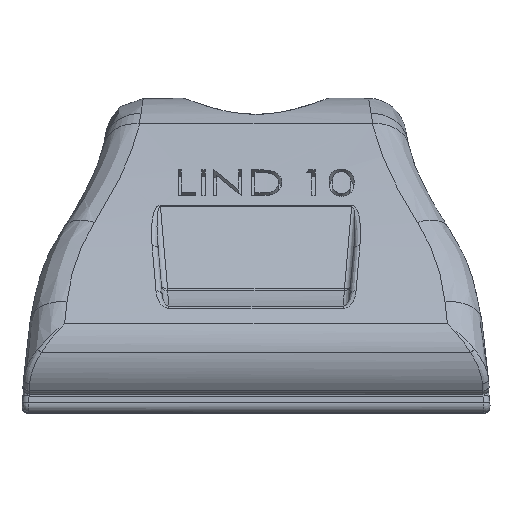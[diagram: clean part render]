
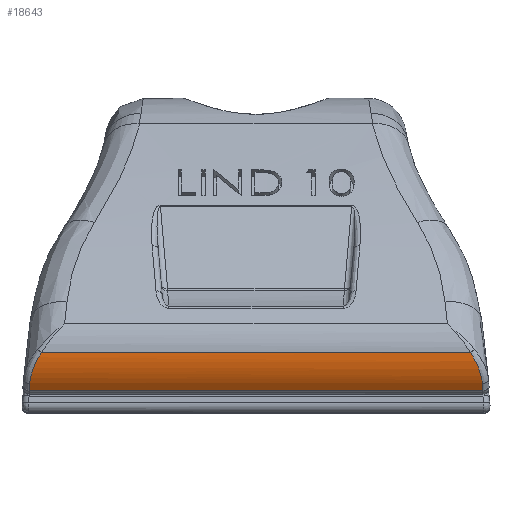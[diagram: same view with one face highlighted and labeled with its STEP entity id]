
A CAD part, top view. The second image highlights one B-rep face of the part: STEP entity #18643.
In plain terms, the highlighted cylindrical face has radius 5 mm (diameter 10 mm), a partial arc.
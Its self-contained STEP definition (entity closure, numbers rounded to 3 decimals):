
#1297 = CARTESIAN_POINT ( 'NONE',  ( -18.322, -8.536, 22.934 ) ) ;
#1484 = DIRECTION ( 'NONE',  ( -1., 0., 0. ) ) ;
#1485 = VECTOR ( 'NONE', #1484, 1000. ) ;
#1496 = CARTESIAN_POINT ( 'NONE',  ( 0., -8.536, 22.934 ) ) ;
#1498 = LINE ( 'NONE', #1496, #1485 ) ;
#1499 = CARTESIAN_POINT ( 'NONE',  ( 18.322, -8.536, 22.934 ) ) ;
#3343 = B_SPLINE_CURVE_WITH_KNOTS ( 'NONE', 3,
 ( #3402, #3401, #3400, #3399, #3398, #3397, #3396, #3395, #3394, #3393, #3392, #3391, #3390, #3389, #3388, #3387, #3386, #3385 ),
 .UNSPECIFIED., .F., .F.,
 ( 4, 2, 2, 2, 2, 2, 2, 2, 4 ),
 ( 0., 0.125, 0.25, 0.375, 0.437, 0.5, 0.75, 0.875, 1. ),
 .UNSPECIFIED. ) ;
#3344 = CARTESIAN_POINT ( 'NONE',  ( -17.324, -5.45, 24. ) ) ;
#3345 = CARTESIAN_POINT ( 'NONE',  ( -18.283, -7.948, 23.332 ) ) ;
#3346 = DIRECTION ( 'NONE',  ( 0., 0., 1. ) ) ;
#3347 = DIRECTION ( 'NONE',  ( -1., 0., 0. ) ) ;
#3348 = AXIS2_PLACEMENT_3D ( 'NONE', #3349, #3347, #3346 ) ;
#3349 = CARTESIAN_POINT ( 'NONE',  ( 18.542, -5.45, 19. ) ) ;
#3350 = CYLINDRICAL_SURFACE ( 'NONE', #3348, 5. ) ;
#3351 = FACE_OUTER_BOUND ( 'NONE', #18644, .T. ) ;
#3380 = CARTESIAN_POINT ( 'NONE',  ( -18.283, -7.948, 23.332 ) ) ;
#3381 = CARTESIAN_POINT ( 'NONE',  ( -18.297, -8.153, 23.213 ) ) ;
#3382 = CARTESIAN_POINT ( 'NONE',  ( -18.31, -8.349, 23.08 ) ) ;
#3383 = CARTESIAN_POINT ( 'NONE',  ( -18.322, -8.536, 22.934 ) ) ;
#3385 = CARTESIAN_POINT ( 'NONE',  ( -17.324, -5.45, 24. ) ) ;
#3386 = CARTESIAN_POINT ( 'NONE',  ( -17.387, -5.547, 24. ) ) ;
#3387 = CARTESIAN_POINT ( 'NONE',  ( -17.448, -5.647, 23.997 ) ) ;
#3388 = CARTESIAN_POINT ( 'NONE',  ( -17.565, -5.847, 23.985 ) ) ;
#3389 = CARTESIAN_POINT ( 'NONE',  ( -17.621, -5.948, 23.976 ) ) ;
#3390 = CARTESIAN_POINT ( 'NONE',  ( -17.781, -6.255, 23.939 ) ) ;
#3391 = CARTESIAN_POINT ( 'NONE',  ( -17.878, -6.462, 23.901 ) ) ;
#3392 = CARTESIAN_POINT ( 'NONE',  ( -17.985, -6.727, 23.835 ) ) ;
#3393 = CARTESIAN_POINT ( 'NONE',  ( -18.005, -6.78, 23.82 ) ) ;
#3394 = CARTESIAN_POINT ( 'NONE',  ( -18.045, -6.887, 23.789 ) ) ;
#3395 = CARTESIAN_POINT ( 'NONE',  ( -18.064, -6.941, 23.773 ) ) ;
#3396 = CARTESIAN_POINT ( 'NONE',  ( -18.118, -7.102, 23.721 ) ) ;
#3397 = CARTESIAN_POINT ( 'NONE',  ( -18.149, -7.209, 23.682 ) ) ;
#3398 = CARTESIAN_POINT ( 'NONE',  ( -18.204, -7.422, 23.596 ) ) ;
#3399 = CARTESIAN_POINT ( 'NONE',  ( -18.227, -7.528, 23.549 ) ) ;
#3400 = CARTESIAN_POINT ( 'NONE',  ( -18.263, -7.739, 23.447 ) ) ;
#3401 = CARTESIAN_POINT ( 'NONE',  ( -18.276, -7.843, 23.392 ) ) ;
#3402 = CARTESIAN_POINT ( 'NONE',  ( -18.283, -7.948, 23.332 ) ) ;
#3403 = B_SPLINE_CURVE_WITH_KNOTS ( 'NONE', 3,
 ( #3383, #3382, #3381, #3380 ),
 .UNSPECIFIED., .F., .F.,
 ( 4, 4 ),
 ( 0., 1. ),
 .UNSPECIFIED. ) ;
#3710 = CARTESIAN_POINT ( 'NONE',  ( 18.322, -8.536, 22.934 ) ) ;
#3711 = CARTESIAN_POINT ( 'NONE',  ( 18.31, -8.349, 23.08 ) ) ;
#3712 = CARTESIAN_POINT ( 'NONE',  ( 18.297, -8.153, 23.213 ) ) ;
#3713 = CARTESIAN_POINT ( 'NONE',  ( 18.283, -7.948, 23.332 ) ) ;
#3714 = CARTESIAN_POINT ( 'NONE',  ( 18.283, -7.948, 23.332 ) ) ;
#3715 = B_SPLINE_CURVE_WITH_KNOTS ( 'NONE', 3,
 ( #3713, #3712, #3711, #3710 ),
 .UNSPECIFIED., .F., .F.,
 ( 4, 4 ),
 ( 0., 1. ),
 .UNSPECIFIED. ) ;
#3757 = CARTESIAN_POINT ( 'NONE',  ( 18.283, -7.948, 23.332 ) ) ;
#3758 = CARTESIAN_POINT ( 'NONE',  ( 18.276, -7.844, 23.391 ) ) ;
#3759 = CARTESIAN_POINT ( 'NONE',  ( 18.263, -7.738, 23.447 ) ) ;
#3760 = CARTESIAN_POINT ( 'NONE',  ( 18.227, -7.525, 23.551 ) ) ;
#3761 = CARTESIAN_POINT ( 'NONE',  ( 18.203, -7.418, 23.598 ) ) ;
#3762 = CARTESIAN_POINT ( 'NONE',  ( 18.148, -7.206, 23.683 ) ) ;
#3763 = CARTESIAN_POINT ( 'NONE',  ( 18.117, -7.099, 23.722 ) ) ;
#3764 = CARTESIAN_POINT ( 'NONE',  ( 18.045, -6.886, 23.791 ) ) ;
#3765 = CARTESIAN_POINT ( 'NONE',  ( 18.006, -6.78, 23.821 ) ) ;
#3766 = CARTESIAN_POINT ( 'NONE',  ( 17.92, -6.566, 23.875 ) ) ;
#3767 = CARTESIAN_POINT ( 'NONE',  ( 17.874, -6.461, 23.898 ) ) ;
#3768 = CARTESIAN_POINT ( 'NONE',  ( 17.777, -6.252, 23.936 ) ) ;
#3769 = CARTESIAN_POINT ( 'NONE',  ( 17.726, -6.149, 23.952 ) ) ;
#3770 = CARTESIAN_POINT ( 'NONE',  ( 17.566, -5.844, 23.989 ) ) ;
#3772 = DIRECTION ( 'NONE',  ( -1., 0., 0. ) ) ;
#3773 = VECTOR ( 'NONE', #3772, 1000. ) ;
#3774 = CARTESIAN_POINT ( 'NONE',  ( 0., -5.45, 24. ) ) ;
#3775 = CARTESIAN_POINT ( 'NONE',  ( 17.449, -5.645, 24. ) ) ;
#3776 = CARTESIAN_POINT ( 'NONE',  ( 17.324, -5.45, 24. ) ) ;
#3777 = CARTESIAN_POINT ( 'NONE',  ( 17.324, -5.45, 24. ) ) ;
#3778 = B_SPLINE_CURVE_WITH_KNOTS ( 'NONE', 3,
 ( #3776, #3775, #3770, #3769, #3768, #3767, #3766, #3765, #3764, #3763, #3762, #3761, #3760, #3759, #3758, #3757 ),
 .UNSPECIFIED., .F., .F.,
 ( 4, 2, 2, 2, 2, 2, 2, 4 ),
 ( 0., 0.25, 0.375, 0.5, 0.625, 0.75, 0.875, 1. ),
 .UNSPECIFIED. ) ;
#3779 = LINE ( 'NONE', #3774, #3773 ) ;
#17975 = VERTEX_POINT ( 'NONE', #1297 ) ;
#18038 = VERTEX_POINT ( 'NONE', #1499 ) ;
#18040 = EDGE_CURVE ( 'NONE', #18038, #17975, #1498, .T. ) ;
#18643 = ADVANCED_FACE ( 'NONE', ( #3351 ), #3350, .T. ) ;
#18644 = EDGE_LOOP ( 'NONE', ( #18645, #18649, #18651, #18704, #18707, #18710 ) ) ;
#18645 = ORIENTED_EDGE ( 'NONE', *, *, #18646, .F. ) ;
#18646 = EDGE_CURVE ( 'NONE', #18647, #18648, #3343, .T. ) ;
#18647 = VERTEX_POINT ( 'NONE', #3345 ) ;
#18648 = VERTEX_POINT ( 'NONE', #3344 ) ;
#18649 = ORIENTED_EDGE ( 'NONE', *, *, #18650, .F. ) ;
#18650 = EDGE_CURVE ( 'NONE', #17975, #18647, #3403, .T. ) ;
#18651 = ORIENTED_EDGE ( 'NONE', *, *, #18040, .F. ) ;
#18704 = ORIENTED_EDGE ( 'NONE', *, *, #18705, .F. ) ;
#18705 = EDGE_CURVE ( 'NONE', #18706, #18038, #3715, .T. ) ;
#18706 = VERTEX_POINT ( 'NONE', #3714 ) ;
#18707 = ORIENTED_EDGE ( 'NONE', *, *, #18708, .F. ) ;
#18708 = EDGE_CURVE ( 'NONE', #18709, #18706, #3778, .T. ) ;
#18709 = VERTEX_POINT ( 'NONE', #3777 ) ;
#18710 = ORIENTED_EDGE ( 'NONE', *, *, #18711, .T. ) ;
#18711 = EDGE_CURVE ( 'NONE', #18709, #18648, #3779, .T. ) ;
